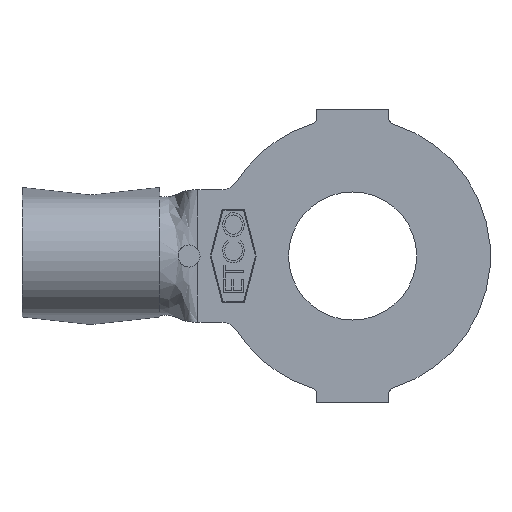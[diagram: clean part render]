
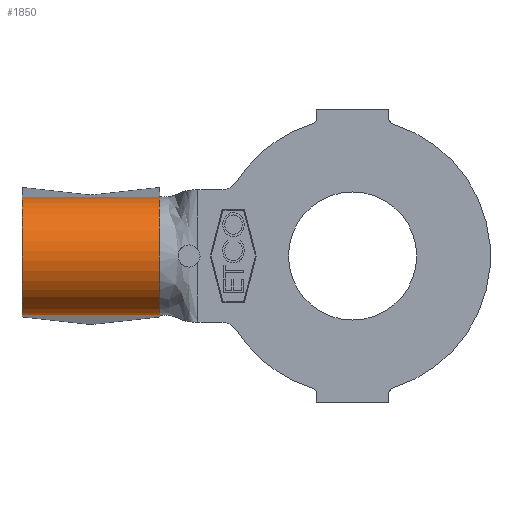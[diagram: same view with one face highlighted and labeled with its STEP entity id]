
A CAD part, front view. The second image highlights one B-rep face of the part: STEP entity #1850.
In plain terms, the highlighted cylindrical face has radius 1.702 mm (diameter 3.404 mm), a partial arc.
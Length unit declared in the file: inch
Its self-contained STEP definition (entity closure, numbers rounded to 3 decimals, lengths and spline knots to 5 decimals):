
#25 = ORIENTED_EDGE ( 'NONE', *, *, #439, .T. ) ;
#261 = DIRECTION ( 'NONE',  ( 1., 0., 0. ) ) ;
#331 = CIRCLE ( 'NONE', #3132, 0.067 ) ;
#383 = VERTEX_POINT ( 'NONE', #424 ) ;
#424 = CARTESIAN_POINT ( 'NONE',  ( -0.218, 0.0596, 0.06659 ) ) ;
#439 = EDGE_CURVE ( 'NONE', #859, #5295, #3191, .T. ) ;
#662 = CARTESIAN_POINT ( 'NONE',  ( -0.374, 0.0596, 0.06659 ) ) ;
#712 = CARTESIAN_POINT ( 'NONE',  ( -0.374, 0.067, 0. ) ) ;
#859 = VERTEX_POINT ( 'NONE', #2497 ) ;
#1034 = CARTESIAN_POINT ( 'NONE',  ( -0.218, 0.0596, -0.06659 ) ) ;
#1040 = VECTOR ( 'NONE', #5686, 39.37008 ) ;
#1115 = EDGE_CURVE ( 'NONE', #383, #5295, #3806, .T. ) ;
#1147 = EDGE_CURVE ( 'NONE', #3102, #859, #331, .T. ) ;
#1482 = CARTESIAN_POINT ( 'NONE',  ( -0.374, 0.067, 0. ) ) ;
#1571 = EDGE_CURVE ( 'NONE', #3102, #383, #4536, .T. ) ;
#1812 = DIRECTION ( 'NONE',  ( 1., 0., 0. ) ) ;
#1850 = ADVANCED_FACE ( 'NONE', ( #4605 ), #2183, .T. ) ;
#1961 = DIRECTION ( 'NONE',  ( 0., 0., -1. ) ) ;
#2183 = CYLINDRICAL_SURFACE ( 'NONE', #5362, 0.067 ) ;
#2410 = CARTESIAN_POINT ( 'NONE',  ( -0.218, 0.067, 0. ) ) ;
#2497 = CARTESIAN_POINT ( 'NONE',  ( -0.374, 0.0596, -0.06659 ) ) ;
#2841 = AXIS2_PLACEMENT_3D ( 'NONE', #2410, #5581, #2862 ) ;
#2862 = DIRECTION ( 'NONE',  ( 0., 0., -1. ) ) ;
#3102 = VERTEX_POINT ( 'NONE', #662 ) ;
#3132 = AXIS2_PLACEMENT_3D ( 'NONE', #1482, #4699, #1961 ) ;
#3191 = LINE ( 'NONE', #5669, #1040 ) ;
#3312 = VECTOR ( 'NONE', #1812, 39.37008 ) ;
#3367 = ORIENTED_EDGE ( 'NONE', *, *, #1147, .T. ) ;
#3613 = CARTESIAN_POINT ( 'NONE',  ( -0.374, 0.0596, 0.06659 ) ) ;
#3806 = CIRCLE ( 'NONE', #2841, 0.067 ) ;
#3832 = EDGE_LOOP ( 'NONE', ( #5311, #5849, #3367, #25 ) ) ;
#3901 = DIRECTION ( 'NONE',  ( 0., 0., -1. ) ) ;
#4536 = LINE ( 'NONE', #3613, #3312 ) ;
#4605 = FACE_OUTER_BOUND ( 'NONE', #3832, .T. ) ;
#4699 = DIRECTION ( 'NONE',  ( 1., 0., 0. ) ) ;
#5295 = VERTEX_POINT ( 'NONE', #1034 ) ;
#5311 = ORIENTED_EDGE ( 'NONE', *, *, #1115, .F. ) ;
#5362 = AXIS2_PLACEMENT_3D ( 'NONE', #712, #261, #3901 ) ;
#5581 = DIRECTION ( 'NONE',  ( 1., 0., 0. ) ) ;
#5669 = CARTESIAN_POINT ( 'NONE',  ( -0.374, 0.0596, -0.06659 ) ) ;
#5686 = DIRECTION ( 'NONE',  ( 1., 0., 0. ) ) ;
#5849 = ORIENTED_EDGE ( 'NONE', *, *, #1571, .F. ) ;
